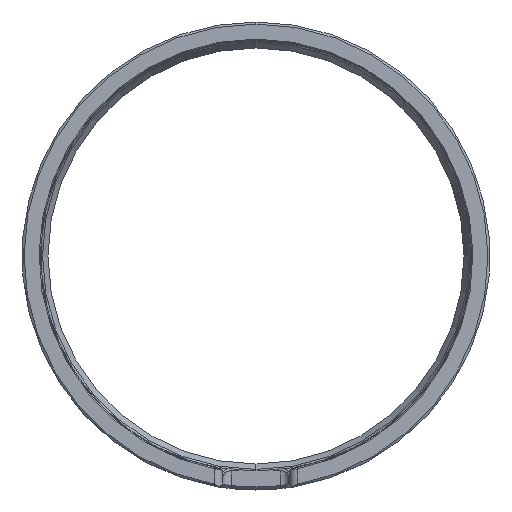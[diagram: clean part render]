
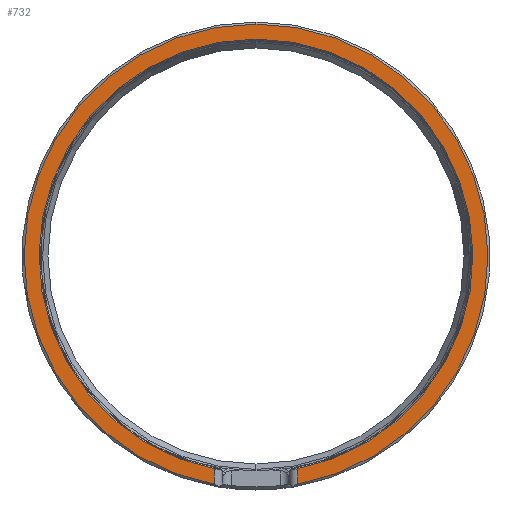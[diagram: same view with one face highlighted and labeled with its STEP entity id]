
A CAD part, left-side view. The second image highlights one B-rep face of the part: STEP entity #732.
In plain terms, the highlighted planar face has unit normal (-1, 0, 0).
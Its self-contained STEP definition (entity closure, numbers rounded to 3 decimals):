
#12 = ORIENTED_EDGE ( 'NONE', *, *, #4010, .T. ) ;
#95 = DIRECTION ( 'NONE',  ( 0., 0., 1. ) ) ;
#198 = FACE_OUTER_BOUND ( 'NONE', #756, .T. ) ;
#318 = ORIENTED_EDGE ( 'NONE', *, *, #2484, .F. ) ;
#320 = VERTEX_POINT ( 'NONE', #3994 ) ;
#398 = CIRCLE ( 'NONE', #1917, 56.65 ) ;
#710 = EDGE_CURVE ( 'NONE', #1116, #1384, #2736, .T. ) ;
#732 = ADVANCED_FACE ( 'NONE', ( #198 ), #3060, .T. ) ;
#756 = EDGE_LOOP ( 'NONE', ( #2867, #2404, #12, #3293, #318 ) ) ;
#823 = DIRECTION ( 'NONE',  ( -1., 0., 0. ) ) ;
#858 = VECTOR ( 'NONE', #4899, 1000. ) ;
#908 = CARTESIAN_POINT ( 'NONE',  ( -200., 0., 56.65 ) ) ;
#1116 = VERTEX_POINT ( 'NONE', #4244 ) ;
#1283 = CARTESIAN_POINT ( 'NONE',  ( -200., -10.2, -51.984 ) ) ;
#1294 = AXIS2_PLACEMENT_3D ( 'NONE', #5221, #1332, #2237 ) ;
#1332 = DIRECTION ( 'NONE',  ( -1., 0., 0. ) ) ;
#1363 = CARTESIAN_POINT ( 'NONE',  ( -200., 0., 0. ) ) ;
#1384 = VERTEX_POINT ( 'NONE', #908 ) ;
#1441 = CARTESIAN_POINT ( 'NONE',  ( -200., 10.2, -55.724 ) ) ;
#1796 = EDGE_CURVE ( 'NONE', #1116, #4229, #5590, .T. ) ;
#1917 = AXIS2_PLACEMENT_3D ( 'NONE', #5546, #823, #2528 ) ;
#2053 = LINE ( 'NONE', #2345, #858 ) ;
#2237 = DIRECTION ( 'NONE',  ( 0., 0., 1. ) ) ;
#2345 = CARTESIAN_POINT ( 'NONE',  ( -200., 10.2, -57.15 ) ) ;
#2381 = VECTOR ( 'NONE', #5047, 1000. ) ;
#2404 = ORIENTED_EDGE ( 'NONE', *, *, #710, .T. ) ;
#2484 = EDGE_CURVE ( 'NONE', #4229, #320, #3110, .T. ) ;
#2528 = DIRECTION ( 'NONE',  ( 0., 0., 1. ) ) ;
#2603 = DIRECTION ( 'NONE',  ( -1., 0., 0. ) ) ;
#2716 = VERTEX_POINT ( 'NONE', #1441 ) ;
#2736 = CIRCLE ( 'NONE', #1294, 56.65 ) ;
#2867 = ORIENTED_EDGE ( 'NONE', *, *, #1796, .F. ) ;
#2917 = CARTESIAN_POINT ( 'NONE',  ( -200., -10.2, -57.15 ) ) ;
#3060 = PLANE ( 'NONE',  #5101 ) ;
#3090 = DIRECTION ( 'NONE',  ( 0., 0., -1. ) ) ;
#3110 = CIRCLE ( 'NONE', #4102, 52.975 ) ;
#3230 = DIRECTION ( 'NONE',  ( -1., 0., 0. ) ) ;
#3293 = ORIENTED_EDGE ( 'NONE', *, *, #5063, .T. ) ;
#3654 = CARTESIAN_POINT ( 'NONE',  ( -200., 0., 0. ) ) ;
#3994 = CARTESIAN_POINT ( 'NONE',  ( -200., 10.2, -51.984 ) ) ;
#4010 = EDGE_CURVE ( 'NONE', #1384, #2716, #398, .T. ) ;
#4102 = AXIS2_PLACEMENT_3D ( 'NONE', #3654, #3230, #95 ) ;
#4229 = VERTEX_POINT ( 'NONE', #1283 ) ;
#4244 = CARTESIAN_POINT ( 'NONE',  ( -200., -10.2, -55.724 ) ) ;
#4899 = DIRECTION ( 'NONE',  ( 0., 0., 1. ) ) ;
#5047 = DIRECTION ( 'NONE',  ( 0., 0., 1. ) ) ;
#5063 = EDGE_CURVE ( 'NONE', #2716, #320, #2053, .T. ) ;
#5101 = AXIS2_PLACEMENT_3D ( 'NONE', #1363, #2603, #3090 ) ;
#5221 = CARTESIAN_POINT ( 'NONE',  ( -200., 0., 0. ) ) ;
#5546 = CARTESIAN_POINT ( 'NONE',  ( -200., 0., 0. ) ) ;
#5590 = LINE ( 'NONE', #2917, #2381 ) ;
